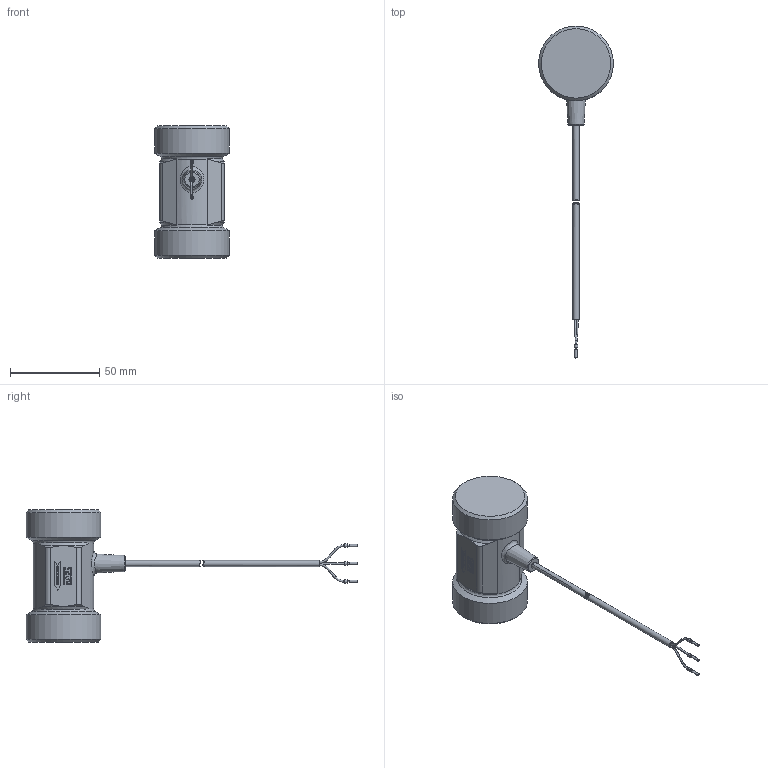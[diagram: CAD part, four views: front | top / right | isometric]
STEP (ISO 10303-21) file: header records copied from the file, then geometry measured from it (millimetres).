
FILE_DESCRIPTION(/* description */ (''),/* implementation_level */ '2;1');
FILE_NAME(/* name */ 'VY2590MAHN10A6_STEP.stp',/* time_stamp */ '2022-01-17T15:17:57+01:00',/* author */ ('grass'),/* organization */ (''),/* preprocessor_version */ 'ST-DEVELOPER v18',/* originating_system */ 'Autodesk Inventor 2020',/* authorisation */ '');
FILE_SCHEMA (('AUTOMOTIVE_DESIGN { 1 0 10303 214 3 1 1 }'));
Length unit declared in the file: millimetre
Products named in the file (1): Bauteil11
Bounding box: 41.91 x 185.96 x 74 mm (x, y, z)
Volume: 87732.7 mm3; surface area: 16317.6 mm2
Topology: 5 solids, 5 shells, 593 faces, 1560 edges, 1051 vertices
Faces by surface type: plane 368, bspline 144, cylinder 62, cone 13, torus 6
Full cylindrical faces by diameter (mm): 0.422 x3, 0.7 x3, 1.022 x5, 1.35 x3, 1.6 x3, 2 x3, 2.82 x2, 3.4 x2, 41.91 x2
Entity records: 20864 total; most frequent: CARTESIAN_POINT 6394, ORIENTED_EDGE 3120, DIRECTION 2275, EDGE_CURVE 1560, LINE 1067, VECTOR 1067, VERTEX_POINT 1051, EDGE_LOOP 669
